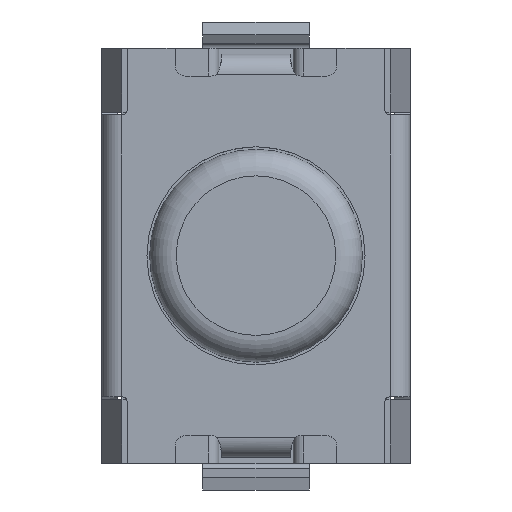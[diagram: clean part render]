
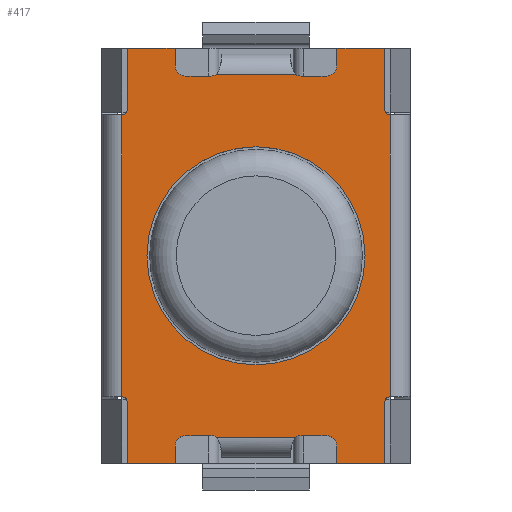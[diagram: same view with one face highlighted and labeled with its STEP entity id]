
A CAD part, top view. The second image highlights one B-rep face of the part: STEP entity #417.
In plain terms, the highlighted planar face has unit normal (0, 0, 1).
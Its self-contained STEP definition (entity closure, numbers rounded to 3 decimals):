
#417=ADVANCED_FACE('',(#2885,#2887),#2889,.T.);
#2885=FACE_BOUND('',#2886,.T.);
#2886=EDGE_LOOP('',(#4860,#4861,#4862,#4863,#4864,#4865,#4866,#4867,#4868,#4869,
#4870,#4871,#4872,#4873,#4874,#4875,#4876,#4877,#4878,#4879,#4880,#4881,#4882,#4883,
#4884,#4885,#4886,#4887,#4888,#4889,#4890,#4891));
#2887=FACE_BOUND('',#2888,.T.);
#2888=EDGE_LOOP('',(#4892));
#2889=PLANE('',#2890);
#2890=AXIS2_PLACEMENT_3D('',#2891,#2892,#2893);
#2891=CARTESIAN_POINT('',(0.,0.,1.5));
#2892=DIRECTION('',(0.,0.,1.));
#2893=DIRECTION('',(1.,0.,0.));
#4860=ORIENTED_EDGE('',*,*,#6231,.T.);
#4861=ORIENTED_EDGE('',*,*,#6157,.T.);
#4862=ORIENTED_EDGE('',*,*,#6159,.T.);
#4863=ORIENTED_EDGE('',*,*,#6161,.T.);
#4864=ORIENTED_EDGE('',*,*,#6163,.T.);
#4865=ORIENTED_EDGE('',*,*,#6165,.T.);
#4866=ORIENTED_EDGE('',*,*,#6167,.T.);
#4867=ORIENTED_EDGE('',*,*,#6169,.T.);
#4868=ORIENTED_EDGE('',*,*,#6232,.T.);
#4869=ORIENTED_EDGE('',*,*,#6174,.T.);
#4870=ORIENTED_EDGE('',*,*,#6177,.T.);
#4871=ORIENTED_EDGE('',*,*,#6179,.T.);
#4872=ORIENTED_EDGE('',*,*,#6181,.T.);
#4873=ORIENTED_EDGE('',*,*,#6183,.T.);
#4874=ORIENTED_EDGE('',*,*,#6185,.T.);
#4875=ORIENTED_EDGE('',*,*,#6187,.T.);
#4876=ORIENTED_EDGE('',*,*,#6233,.T.);
#4877=ORIENTED_EDGE('',*,*,#6195,.T.);
#4878=ORIENTED_EDGE('',*,*,#6197,.T.);
#4879=ORIENTED_EDGE('',*,*,#6199,.T.);
#4880=ORIENTED_EDGE('',*,*,#6201,.T.);
#4881=ORIENTED_EDGE('',*,*,#6203,.T.);
#4882=ORIENTED_EDGE('',*,*,#6205,.T.);
#4883=ORIENTED_EDGE('',*,*,#6207,.T.);
#4884=ORIENTED_EDGE('',*,*,#6234,.F.);
#4885=ORIENTED_EDGE('',*,*,#6212,.T.);
#4886=ORIENTED_EDGE('',*,*,#6215,.T.);
#4887=ORIENTED_EDGE('',*,*,#6217,.T.);
#4888=ORIENTED_EDGE('',*,*,#6219,.T.);
#4889=ORIENTED_EDGE('',*,*,#6221,.T.);
#4890=ORIENTED_EDGE('',*,*,#6223,.T.);
#4891=ORIENTED_EDGE('',*,*,#6225,.T.);
#4892=ORIENTED_EDGE('',*,*,#6154,.T.);
#6154=EDGE_CURVE('',#6920,#6920,#6921,.F.);
#6157=EDGE_CURVE('',#6922,#6924,#6926,.T.);
#6159=EDGE_CURVE('',#6924,#6927,#6929,.T.);
#6161=EDGE_CURVE('',#6927,#6930,#6932,.T.);
#6163=EDGE_CURVE('',#6930,#6933,#6935,.T.);
#6165=EDGE_CURVE('',#6933,#6936,#6938,.T.);
#6167=EDGE_CURVE('',#6936,#6939,#6941,.T.);
#6169=EDGE_CURVE('',#6939,#6942,#6944,.T.);
#6174=EDGE_CURVE('',#6952,#6950,#6953,.T.);
#6177=EDGE_CURVE('',#6950,#6955,#6957,.T.);
#6179=EDGE_CURVE('',#6955,#6958,#6960,.T.);
#6181=EDGE_CURVE('',#6958,#6961,#6963,.T.);
#6183=EDGE_CURVE('',#6961,#6964,#6966,.T.);
#6185=EDGE_CURVE('',#6964,#6967,#6969,.T.);
#6187=EDGE_CURVE('',#6967,#6970,#6972,.T.);
#6195=EDGE_CURVE('',#6982,#6984,#6986,.T.);
#6197=EDGE_CURVE('',#6984,#6987,#6989,.T.);
#6199=EDGE_CURVE('',#6987,#6990,#6992,.T.);
#6201=EDGE_CURVE('',#6990,#6993,#6995,.T.);
#6203=EDGE_CURVE('',#6993,#6996,#6998,.T.);
#6205=EDGE_CURVE('',#6996,#6999,#7001,.T.);
#6207=EDGE_CURVE('',#6999,#7002,#7004,.T.);
#6212=EDGE_CURVE('',#7012,#7010,#7013,.T.);
#6215=EDGE_CURVE('',#7010,#7015,#7017,.T.);
#6217=EDGE_CURVE('',#7015,#7018,#7020,.T.);
#6219=EDGE_CURVE('',#7018,#7021,#7023,.T.);
#6221=EDGE_CURVE('',#7021,#7024,#7026,.T.);
#6223=EDGE_CURVE('',#7024,#7027,#7029,.T.);
#6225=EDGE_CURVE('',#7027,#7030,#7032,.T.);
#6231=EDGE_CURVE('',#7030,#6922,#7042,.T.);
#6232=EDGE_CURVE('',#6942,#6952,#7043,.T.);
#6233=EDGE_CURVE('',#6970,#6982,#7044,.T.);
#6234=EDGE_CURVE('',#7012,#7002,#7045,.T.);
#6920=VERTEX_POINT('',#8221);
#6921=CIRCLE('',#8222,1.025);
#6922=VERTEX_POINT('',#8226);
#6924=VERTEX_POINT('',#8230);
#6926=CIRCLE('',#8234,0.1);
#6927=VERTEX_POINT('',#8238);
#6929=LINE('',#8242,#8243);
#6930=VERTEX_POINT('',#8245);
#6932=CIRCLE('',#8249,0.1);
#6933=VERTEX_POINT('',#8253);
#6935=LINE('',#8257,#8258);
#6936=VERTEX_POINT('',#8260);
#6938=LINE('',#8264,#8265);
#6939=VERTEX_POINT('',#8267);
#6941=LINE('',#8271,#8272);
#6942=VERTEX_POINT('',#8274);
#6944=CIRCLE('',#8278,0.05);
#6950=VERTEX_POINT('',#8295);
#6952=VERTEX_POINT('',#8299);
#6953=CIRCLE('',#8300,0.05);
#6955=VERTEX_POINT('',#8307);
#6957=LINE('',#8311,#8312);
#6958=VERTEX_POINT('',#8314);
#6960=LINE('',#8318,#8319);
#6961=VERTEX_POINT('',#8321);
#6963=LINE('',#8325,#8326);
#6964=VERTEX_POINT('',#8328);
#6966=CIRCLE('',#8332,0.1);
#6967=VERTEX_POINT('',#8336);
#6969=LINE('',#8340,#8341);
#6970=VERTEX_POINT('',#8343);
#6972=CIRCLE('',#8347,0.1);
#6982=VERTEX_POINT('',#8378);
#6984=VERTEX_POINT('',#8382);
#6986=CIRCLE('',#8386,0.1);
#6987=VERTEX_POINT('',#8390);
#6989=LINE('',#8394,#8395);
#6990=VERTEX_POINT('',#8397);
#6992=CIRCLE('',#8401,0.1);
#6993=VERTEX_POINT('',#8405);
#6995=LINE('',#8409,#8410);
#6996=VERTEX_POINT('',#8412);
#6998=LINE('',#8416,#8417);
#6999=VERTEX_POINT('',#8419);
#7001=LINE('',#8423,#8424);
#7002=VERTEX_POINT('',#8426);
#7004=CIRCLE('',#8430,0.05);
#7010=VERTEX_POINT('',#8447);
#7012=VERTEX_POINT('',#8451);
#7013=CIRCLE('',#8452,0.05);
#7015=VERTEX_POINT('',#8459);
#7017=LINE('',#8463,#8464);
#7018=VERTEX_POINT('',#8466);
#7020=LINE('',#8470,#8471);
#7021=VERTEX_POINT('',#8473);
#7023=LINE('',#8477,#8478);
#7024=VERTEX_POINT('',#8480);
#7026=CIRCLE('',#8484,0.1);
#7027=VERTEX_POINT('',#8488);
#7029=LINE('',#8492,#8493);
#7030=VERTEX_POINT('',#8495);
#7032=CIRCLE('',#8499,0.1);
#7042=LINE('',#8530,#8531);
#7043=LINE('',#8533,#8534);
#7044=LINE('',#8536,#8537);
#7045=LINE('',#8539,#8540);
#8221=CARTESIAN_POINT('',(1.025,0.,1.5));
#8222=AXIS2_PLACEMENT_3D('',#8223,#8224,#8225);
#8223=CARTESIAN_POINT('',(0.,0.,1.5));
#8224=DIRECTION('',(0.,0.,1.));
#8225=DIRECTION('',(1.,0.,0.));
#8226=CARTESIAN_POINT('',(-0.372,1.705,1.5));
#8230=CARTESIAN_POINT('',(-0.425,1.69,1.5));
#8234=AXIS2_PLACEMENT_3D('',#8235,#8236,#8237);
#8235=CARTESIAN_POINT('',(-0.425,1.79,1.5));
#8236=DIRECTION('',(0.,0.,-1.));
#8237=DIRECTION('',(0.527,-0.85,0.));
#8238=CARTESIAN_POINT('',(-0.66,1.69,1.5));
#8242=CARTESIAN_POINT('',(-0.425,1.69,1.5));
#8243=VECTOR('',#8244,1.);
#8244=DIRECTION('',(-1.,0.,0.));
#8245=CARTESIAN_POINT('',(-0.76,1.79,1.5));
#8249=AXIS2_PLACEMENT_3D('',#8250,#8251,#8252);
#8250=CARTESIAN_POINT('',(-0.66,1.79,1.5));
#8251=DIRECTION('',(0.,0.,-1.));
#8252=DIRECTION('',(0.,-1.,0.));
#8253=CARTESIAN_POINT('',(-0.76,1.95,1.5));
#8257=CARTESIAN_POINT('',(-0.76,1.79,1.5));
#8258=VECTOR('',#8259,1.);
#8259=DIRECTION('',(0.,1.,0.));
#8260=CARTESIAN_POINT('',(-1.21,1.95,1.5));
#8264=CARTESIAN_POINT('',(-0.76,1.95,1.5));
#8265=VECTOR('',#8266,1.);
#8266=DIRECTION('',(-1.,0.,0.));
#8267=CARTESIAN_POINT('',(-1.21,1.375,1.5));
#8271=CARTESIAN_POINT('',(-1.21,1.95,1.5));
#8272=VECTOR('',#8273,1.);
#8273=DIRECTION('',(0.,-1.,0.));
#8274=CARTESIAN_POINT('',(-1.26,1.325,1.5));
#8278=AXIS2_PLACEMENT_3D('',#8279,#8280,#8281);
#8279=CARTESIAN_POINT('',(-1.26,1.375,1.5));
#8280=DIRECTION('',(0.,0.,-1.));
#8281=DIRECTION('',(1.,0.,0.));
#8295=CARTESIAN_POINT('',(-1.21,-1.375,1.5));
#8299=CARTESIAN_POINT('',(-1.26,-1.325,1.5));
#8300=AXIS2_PLACEMENT_3D('',#8301,#8302,#8303);
#8301=CARTESIAN_POINT('',(-1.26,-1.375,1.5));
#8302=DIRECTION('',(0.,0.,-1.));
#8303=DIRECTION('',(0.,1.,0.));
#8307=CARTESIAN_POINT('',(-1.21,-1.95,1.5));
#8311=CARTESIAN_POINT('',(-1.21,-1.375,1.5));
#8312=VECTOR('',#8313,1.);
#8313=DIRECTION('',(0.,-1.,0.));
#8314=CARTESIAN_POINT('',(-0.76,-1.95,1.5));
#8318=CARTESIAN_POINT('',(-1.21,-1.95,1.5));
#8319=VECTOR('',#8320,1.);
#8320=DIRECTION('',(1.,0.,0.));
#8321=CARTESIAN_POINT('',(-0.76,-1.79,1.5));
#8325=CARTESIAN_POINT('',(-0.76,-1.95,1.5));
#8326=VECTOR('',#8327,1.);
#8327=DIRECTION('',(0.,1.,0.));
#8328=CARTESIAN_POINT('',(-0.66,-1.69,1.5));
#8332=AXIS2_PLACEMENT_3D('',#8333,#8334,#8335);
#8333=CARTESIAN_POINT('',(-0.66,-1.79,1.5));
#8334=DIRECTION('',(0.,0.,-1.));
#8335=DIRECTION('',(-1.,0.,0.));
#8336=CARTESIAN_POINT('',(-0.425,-1.69,1.5));
#8340=CARTESIAN_POINT('',(-0.66,-1.69,1.5));
#8341=VECTOR('',#8342,1.);
#8342=DIRECTION('',(1.,0.,0.));
#8343=CARTESIAN_POINT('',(-0.372,-1.705,1.5));
#8347=AXIS2_PLACEMENT_3D('',#8348,#8349,#8350);
#8348=CARTESIAN_POINT('',(-0.425,-1.79,1.5));
#8349=DIRECTION('',(0.,0.,-1.));
#8350=DIRECTION('',(0.,1.,0.));
#8378=CARTESIAN_POINT('',(0.372,-1.705,1.5));
#8382=CARTESIAN_POINT('',(0.425,-1.69,1.5));
#8386=AXIS2_PLACEMENT_3D('',#8387,#8388,#8389);
#8387=CARTESIAN_POINT('',(0.425,-1.79,1.5));
#8388=DIRECTION('',(0.,0.,-1.));
#8389=DIRECTION('',(-0.527,0.85,0.));
#8390=CARTESIAN_POINT('',(0.66,-1.69,1.5));
#8394=CARTESIAN_POINT('',(0.425,-1.69,1.5));
#8395=VECTOR('',#8396,1.);
#8396=DIRECTION('',(1.,0.,0.));
#8397=CARTESIAN_POINT('',(0.76,-1.79,1.5));
#8401=AXIS2_PLACEMENT_3D('',#8402,#8403,#8404);
#8402=CARTESIAN_POINT('',(0.66,-1.79,1.5));
#8403=DIRECTION('',(0.,0.,-1.));
#8404=DIRECTION('',(0.,1.,0.));
#8405=CARTESIAN_POINT('',(0.76,-1.95,1.5));
#8409=CARTESIAN_POINT('',(0.76,-1.79,1.5));
#8410=VECTOR('',#8411,1.);
#8411=DIRECTION('',(0.,-1.,0.));
#8412=CARTESIAN_POINT('',(1.21,-1.95,1.5));
#8416=CARTESIAN_POINT('',(0.76,-1.95,1.5));
#8417=VECTOR('',#8418,1.);
#8418=DIRECTION('',(1.,0.,0.));
#8419=CARTESIAN_POINT('',(1.21,-1.375,1.5));
#8423=CARTESIAN_POINT('',(1.21,-1.95,1.5));
#8424=VECTOR('',#8425,1.);
#8425=DIRECTION('',(0.,1.,0.));
#8426=CARTESIAN_POINT('',(1.26,-1.325,1.5));
#8430=AXIS2_PLACEMENT_3D('',#8431,#8432,#8433);
#8431=CARTESIAN_POINT('',(1.26,-1.375,1.5));
#8432=DIRECTION('',(0.,0.,-1.));
#8433=DIRECTION('',(-1.,0.,0.));
#8447=CARTESIAN_POINT('',(1.21,1.375,1.5));
#8451=CARTESIAN_POINT('',(1.26,1.325,1.5));
#8452=AXIS2_PLACEMENT_3D('',#8453,#8454,#8455);
#8453=CARTESIAN_POINT('',(1.26,1.375,1.5));
#8454=DIRECTION('',(0.,0.,-1.));
#8455=DIRECTION('',(0.,-1.,0.));
#8459=CARTESIAN_POINT('',(1.21,1.95,1.5));
#8463=CARTESIAN_POINT('',(1.21,1.375,1.5));
#8464=VECTOR('',#8465,1.);
#8465=DIRECTION('',(0.,1.,0.));
#8466=CARTESIAN_POINT('',(0.76,1.95,1.5));
#8470=CARTESIAN_POINT('',(1.21,1.95,1.5));
#8471=VECTOR('',#8472,1.);
#8472=DIRECTION('',(-1.,0.,0.));
#8473=CARTESIAN_POINT('',(0.76,1.79,1.5));
#8477=CARTESIAN_POINT('',(0.76,1.95,1.5));
#8478=VECTOR('',#8479,1.);
#8479=DIRECTION('',(0.,-1.,0.));
#8480=CARTESIAN_POINT('',(0.66,1.69,1.5));
#8484=AXIS2_PLACEMENT_3D('',#8485,#8486,#8487);
#8485=CARTESIAN_POINT('',(0.66,1.79,1.5));
#8486=DIRECTION('',(0.,0.,-1.));
#8487=DIRECTION('',(1.,0.,0.));
#8488=CARTESIAN_POINT('',(0.425,1.69,1.5));
#8492=CARTESIAN_POINT('',(0.66,1.69,1.5));
#8493=VECTOR('',#8494,1.);
#8494=DIRECTION('',(-1.,0.,0.));
#8495=CARTESIAN_POINT('',(0.372,1.705,1.5));
#8499=AXIS2_PLACEMENT_3D('',#8500,#8501,#8502);
#8500=CARTESIAN_POINT('',(0.425,1.79,1.5));
#8501=DIRECTION('',(0.,0.,-1.));
#8502=DIRECTION('',(0.,-1.,0.));
#8530=CARTESIAN_POINT('',(0.372,1.705,1.5));
#8531=VECTOR('',#8532,1.);
#8532=DIRECTION('',(-1.,0.,0.));
#8533=CARTESIAN_POINT('',(-1.26,1.325,1.5));
#8534=VECTOR('',#8535,1.);
#8535=DIRECTION('',(0.,-1.,0.));
#8536=CARTESIAN_POINT('',(-0.372,-1.705,1.5));
#8537=VECTOR('',#8538,1.);
#8538=DIRECTION('',(1.,0.,0.));
#8539=CARTESIAN_POINT('',(1.26,1.325,1.5));
#8540=VECTOR('',#8541,1.);
#8541=DIRECTION('',(0.,-1.,0.));
